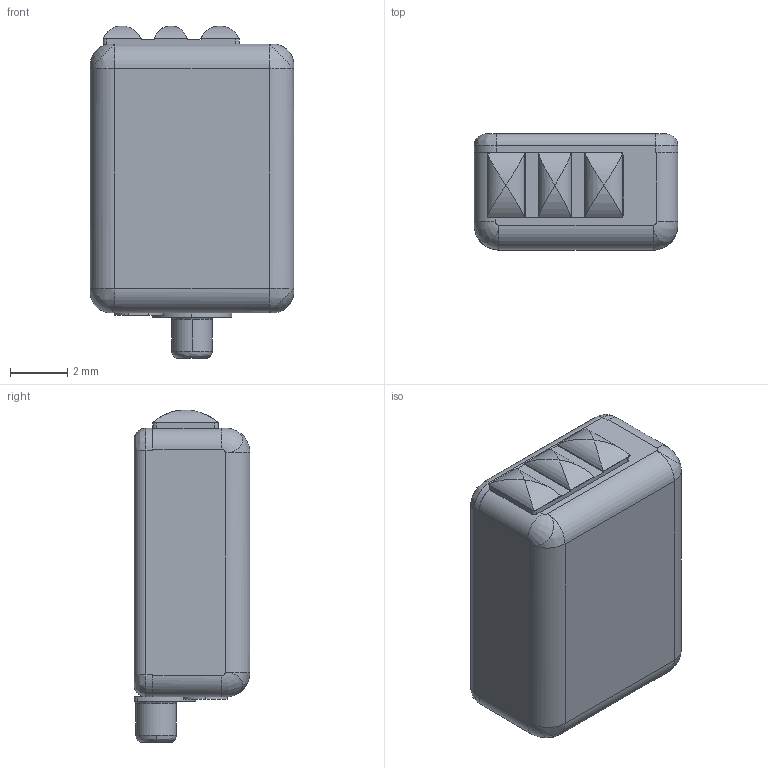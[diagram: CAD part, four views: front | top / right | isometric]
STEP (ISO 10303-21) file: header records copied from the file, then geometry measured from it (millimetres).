
FILE_DESCRIPTION (( 'STEP AP214' ), '1' );
FILE_NAME ('CI-22955-000.STEP', '2024-03-12T18:03:44', ( '' ), ( '' ), 'SwSTEP 2.0', 'SolidWorks 2022', '' );
FILE_SCHEMA (( 'AUTOMOTIVE_DESIGN' ));
Length unit declared in the file: millimetre
Products named in the file (6): ci-22955-000_sw1; CI-22955-000; ci-22955-000_sw3; ci-22955-000_sw4; ci-22955-000_sw2; ci-22955-000_sw5
Assembly tree (5 placements, depth 2):
  CI-22955-000
    ci-22955-000_sw1
    ci-22955-000_sw2
    ci-22955-000_sw3
    ci-22955-000_sw4
    ci-22955-000_sw5
Bounding box: 7.14 x 4.06 x 11.64 mm (x, y, z)
Volume: 55.2 mm3; surface area: 519 mm2
Topology: 5 solids, 5 shells, 199 faces, 507 edges, 318 vertices
Faces by surface type: cylinder 86, plane 63, bspline 48, cone 2
Entity records: 8452 total; most frequent: CARTESIAN_POINT 3607, ORIENTED_EDGE 1014, DIRECTION 712, EDGE_CURVE 507, VERTEX_POINT 318, AXIS2_PLACEMENT_3D 256, EDGE_LOOP 209, LINE 200
